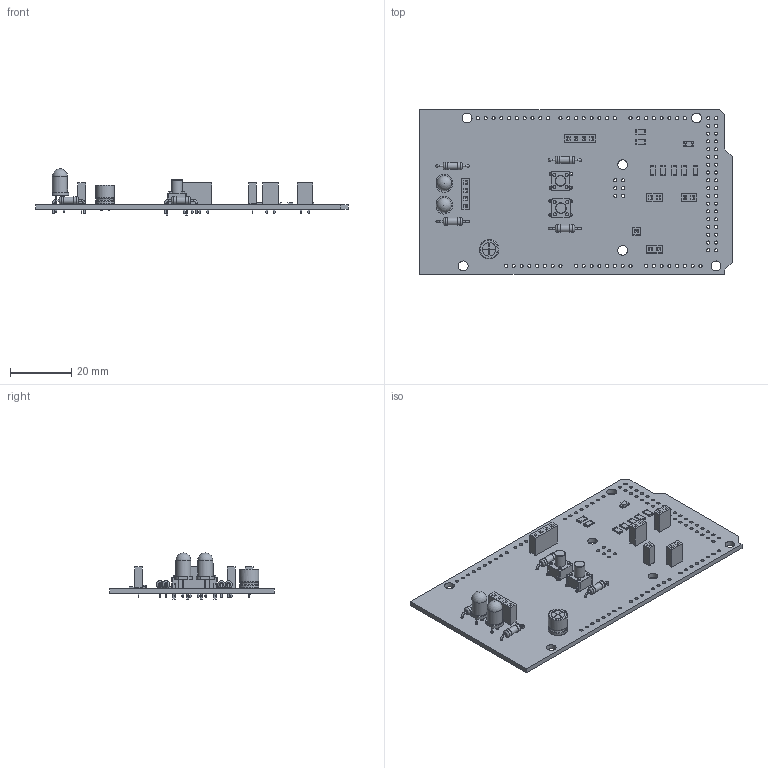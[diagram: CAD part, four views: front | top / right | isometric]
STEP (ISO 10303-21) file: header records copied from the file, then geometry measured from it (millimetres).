
FILE_DESCRIPTION(('KiCad electronic assembly'),'2;1');
FILE_NAME('Project Hanip.step','2024-05-17T09:43:04',('Pcbnew'),('Kicad' ),'Open CASCADE STEP processor 7.6','KiCad to STEP converter', 'Unknown');
FILE_SCHEMA(('AUTOMOTIVE_DESIGN { 1 0 10303 214 1 1 1 1 }'));
Length unit declared in the file: millimetre
Products named in the file (20): Project Hanip 1; R_1206_3216Metric; SOLID; LED_D5.0mm; LED_1206_3216Metric; PinSocket_1x04_P2.54mm_Vertical; PinSocket_1x02_P2.54mm_Vertical; PinSocket_1x01_P2.54mm_Vertical; R_Axial_DIN0207_L6.3mm_D2.5mm_P10.16mm_Horizontal; SW_PUSH_6mm_H8mm; CP_Radial_D6.3mm_P2.50mm; Project Hanip PCB
Assembly tree (33 placements, depth 3):
  Project Hanip 1
    R_1206_3216Metric  x7
      SOLID
    LED_D5.0mm  x2
      SOLID
    LED_1206_3216Metric
      SOLID
    PinSocket_1x04_P2.54mm_Vertical  x2
      SOLID
    PinSocket_1x02_P2.54mm_Vertical  x3
      SOLID
    PinSocket_1x01_P2.54mm_Vertical
      SOLID
    R_Axial_DIN0207_L6.3mm_D2.5mm_P10.16mm_Horizontal  x4
      SOLID
    SW_PUSH_6mm_H8mm  x2
      SOLID
    CP_Radial_D6.3mm_P2.50mm
      SOLID
    Project Hanip PCB
Bounding box: 102.05 x 53.75 x 15.1 mm (x, y, z)
Volume: 10099.8 mm3; surface area: 14598.7 mm2
Topology: 24 solids, 25 shells, 1259 faces, 3222 edges, 2092 vertices
Faces by surface type: plane 903, cylinder 326, torus 20, revolution 4, bspline 4, sphere 2
Full cylindrical faces by diameter (mm): 0.5 x2, 0.6 x16, 0.8 x10, 0.9 x4, 1 x23, 1.016 x92, 1.1 x8, 2.25 x4, 2.5 x8, 3.2 x6, 3.5 x2, 4.9 x2
Entity records: 48615 total; most frequent: CARTESIAN_POINT 9887, DIRECTION 6562, LINE 4212, VECTOR 4212, ORIENTED_EDGE 3416, PCURVE 3416, DEFINITIONAL_REPRESENTATION 3416, EDGE_CURVE 1708
